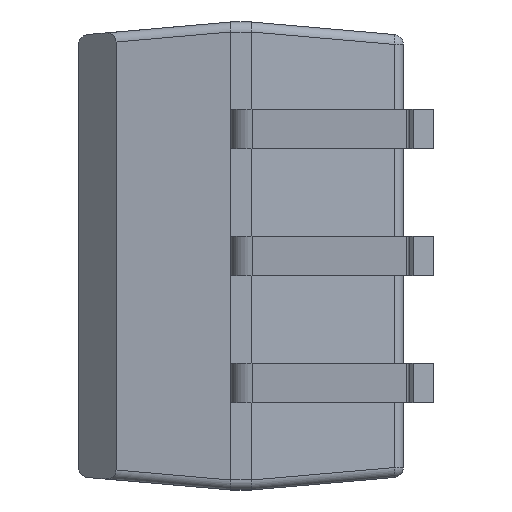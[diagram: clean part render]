
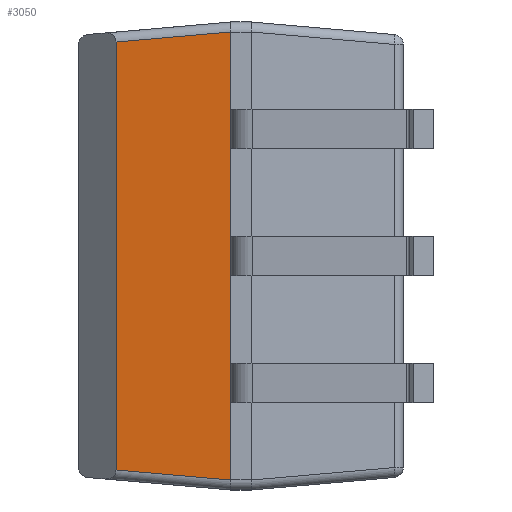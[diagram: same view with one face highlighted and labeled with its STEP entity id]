
A CAD part, left-side view. The second image highlights one B-rep face of the part: STEP entity #3050.
In plain terms, the highlighted planar face has unit normal (-0.996, 0.087, 0).
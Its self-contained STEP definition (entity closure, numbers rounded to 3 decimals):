
#132 = CARTESIAN_POINT ( 'NONE',  ( -3.75, 2.027, 2.24 ) ) ;
#297 = CARTESIAN_POINT ( 'NONE',  ( -3.75, 2.027, -2.24 ) ) ;
#307 = LINE ( 'NONE', #3659, #3373 ) ;
#353 = VERTEX_POINT ( 'NONE', #1942 ) ;
#413 = EDGE_CURVE ( 'NONE', #2223, #2987, #2971, .T. ) ;
#652 = EDGE_CURVE ( 'NONE', #2223, #353, #931, .T. ) ;
#679 = VERTEX_POINT ( 'NONE', #132 ) ;
#694 = DIRECTION ( 'NONE',  ( -0.996, 0.087, 0. ) ) ;
#829 = CARTESIAN_POINT ( 'NONE',  ( -3.75, 2.027, -2.34 ) ) ;
#896 = EDGE_CURVE ( 'NONE', #2020, #679, #2011, .T. ) ;
#907 = ORIENTED_EDGE ( 'NONE', *, *, #652, .F. ) ;
#931 = LINE ( 'NONE', #2165, #2665 ) ;
#966 = DIRECTION ( 'NONE',  ( 0., 0., 1. ) ) ;
#987 = EDGE_CURVE ( 'NONE', #2987, #2020, #307, .T. ) ;
#1094 = CARTESIAN_POINT ( 'NONE',  ( -3.75, 2.027, 2.24 ) ) ;
#1136 = CARTESIAN_POINT ( 'NONE',  ( -3.751, 2.018, -2.241 ) ) ;
#1472 = EDGE_LOOP ( 'NONE', ( #2496, #907, #2784, #3764, #3366, #3627 ) ) ;
#1589 = LINE ( 'NONE', #3517, #3973 ) ;
#1924 = DIRECTION ( 'NONE',  ( -0.087, -0.996, 0. ) ) ;
#1942 = CARTESIAN_POINT ( 'NONE',  ( -3.65, 3.175, 2.14 ) ) ;
#2011 = LINE ( 'NONE', #829, #2259 ) ;
#2020 = VERTEX_POINT ( 'NONE', #297 ) ;
#2037 = VECTOR ( 'NONE', #2949, 1000. ) ;
#2055 = DIRECTION ( 'NONE',  ( 0., 0., 1. ) ) ;
#2165 = CARTESIAN_POINT ( 'NONE',  ( -3.65, 3.175, -2.34 ) ) ;
#2197 = EDGE_CURVE ( 'NONE', #679, #3785, #1589, .T. ) ;
#2223 = VERTEX_POINT ( 'NONE', #3201 ) ;
#2233 = PLANE ( 'NONE',  #3981 ) ;
#2259 = VECTOR ( 'NONE', #2055, 1000. ) ;
#2356 = LINE ( 'NONE', #2973, #3279 ) ;
#2496 = ORIENTED_EDGE ( 'NONE', *, *, #2699, .T. ) ;
#2665 = VECTOR ( 'NONE', #3102, 1000. ) ;
#2699 = EDGE_CURVE ( 'NONE', #3785, #353, #2356, .T. ) ;
#2784 = ORIENTED_EDGE ( 'NONE', *, *, #413, .T. ) ;
#2949 = DIRECTION ( 'NONE',  ( -0.087, -0.992, -0.087 ) ) ;
#2971 = LINE ( 'NONE', #1136, #2037 ) ;
#2973 = CARTESIAN_POINT ( 'NONE',  ( -3.715, 2.422, 2.206 ) ) ;
#2987 = VERTEX_POINT ( 'NONE', #3733 ) ;
#3050 = ADVANCED_FACE ( 'NONE', ( #3768 ), #2233, .T. ) ;
#3102 = DIRECTION ( 'NONE',  ( 0., 0., 1. ) ) ;
#3201 = CARTESIAN_POINT ( 'NONE',  ( -3.65, 3.175, -2.14 ) ) ;
#3279 = VECTOR ( 'NONE', #3588, 1000. ) ;
#3366 = ORIENTED_EDGE ( 'NONE', *, *, #896, .T. ) ;
#3373 = VECTOR ( 'NONE', #3387, 1000. ) ;
#3387 = DIRECTION ( 'NONE',  ( 0., 0., 1. ) ) ;
#3477 = CARTESIAN_POINT ( 'NONE',  ( -3.75, 2.027, -2.34 ) ) ;
#3517 = CARTESIAN_POINT ( 'NONE',  ( -3.75, 2.027, -2.34 ) ) ;
#3588 = DIRECTION ( 'NONE',  ( 0.087, 0.992, -0.087 ) ) ;
#3627 = ORIENTED_EDGE ( 'NONE', *, *, #2197, .T. ) ;
#3659 = CARTESIAN_POINT ( 'NONE',  ( -3.75, 2.027, -2.34 ) ) ;
#3733 = CARTESIAN_POINT ( 'NONE',  ( -3.75, 2.027, -2.24 ) ) ;
#3764 = ORIENTED_EDGE ( 'NONE', *, *, #987, .T. ) ;
#3768 = FACE_OUTER_BOUND ( 'NONE', #1472, .T. ) ;
#3785 = VERTEX_POINT ( 'NONE', #1094 ) ;
#3973 = VECTOR ( 'NONE', #966, 1000. ) ;
#3981 = AXIS2_PLACEMENT_3D ( 'NONE', #3477, #694, #1924 ) ;
